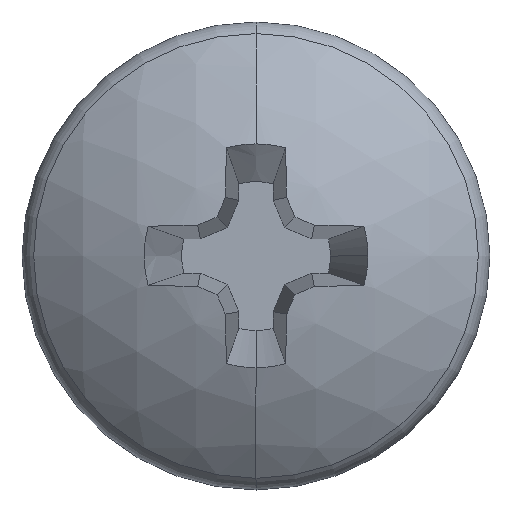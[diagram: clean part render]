
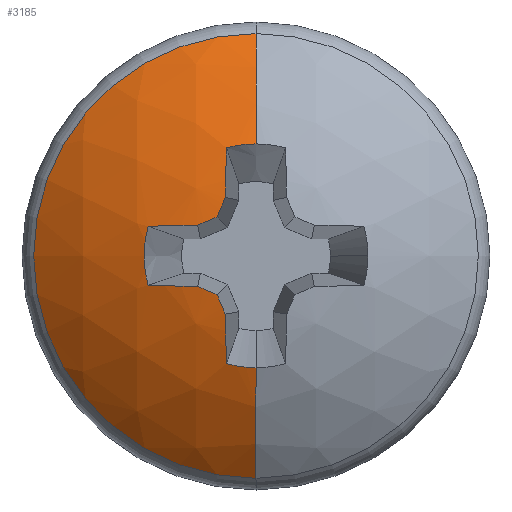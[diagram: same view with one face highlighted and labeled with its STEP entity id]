
A CAD part, top view. The second image highlights one B-rep face of the part: STEP entity #3185.
In plain terms, the highlighted spherical face has radius 4.35 mm.
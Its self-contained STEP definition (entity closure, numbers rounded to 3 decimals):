
#20 = EDGE_CURVE ( 'NONE', #3213, #2663, #1067, .T. ) ;
#50 = EDGE_CURVE ( 'NONE', #2150, #2663, #3803, .T. ) ;
#110 = EDGE_CURVE ( 'NONE', #4144, #3213, #740, .T. ) ;
#217 = VERTEX_POINT ( 'NONE', #2402 ) ;
#236 = EDGE_CURVE ( 'NONE', #2594, #4144, #4559, .T. ) ;
#281 = CARTESIAN_POINT ( 'NONE',  ( -0.019, 0., 4.048 ) ) ;
#319 = EDGE_CURVE ( 'NONE', #2894, #2594, #344, .T. ) ;
#344 = CIRCLE ( 'NONE', #1146, 4.341 ) ;
#370 = CARTESIAN_POINT ( 'NONE',  ( -0.379, -1.384, 8.157 ) ) ;
#405 = AXIS2_PLACEMENT_3D ( 'NONE', #3447, #3380, #3345 ) ;
#433 = DIRECTION ( 'NONE',  ( 0., 0., 1. ) ) ;
#442 = EDGE_CURVE ( 'NONE', #2051, #3460, #2503, .T. ) ;
#444 = AXIS2_PLACEMENT_3D ( 'NONE', #3586, #1432, #3926 ) ;
#474 = EDGE_CURVE ( 'NONE', #3460, #217, #3596, .T. ) ;
#486 = ORIENTED_EDGE ( 'NONE', *, *, #20, .F. ) ;
#498 = DIRECTION ( 'NONE',  ( 0., 0., 1. ) ) ;
#518 = ORIENTED_EDGE ( 'NONE', *, *, #319, .F. ) ;
#632 = ORIENTED_EDGE ( 'NONE', *, *, #3332, .F. ) ;
#638 = ORIENTED_EDGE ( 'NONE', *, *, #474, .F. ) ;
#651 = DIRECTION ( 'NONE',  ( 0.087, 0., -0.996 ) ) ;
#665 = DIRECTION ( 'NONE',  ( 0.381, -0.92, 0.087 ) ) ;
#691 = CARTESIAN_POINT ( 'NONE',  ( -0.393, -0.749, 8.317 ) ) ;
#698 = CARTESIAN_POINT ( 'NONE',  ( -0.105, 0.253, 4.026 ) ) ;
#713 = DIRECTION ( 'NONE',  ( 0.924, 0.383, 0. ) ) ;
#740 = CIRCLE ( 'NONE', #3112, 4.35 ) ;
#751 = CARTESIAN_POINT ( 'NONE',  ( -0.393, 0.749, 8.317 ) ) ;
#807 = CARTESIAN_POINT ( 'NONE',  ( -0.253, 0.105, 4.026 ) ) ;
#834 = CIRCLE ( 'NONE', #913, 4.35 ) ;
#835 = DIRECTION ( 'NONE',  ( 0.92, -0.381, 0.087 ) ) ;
#884 = DIRECTION ( 'NONE',  ( 0.383, 0.924, 0. ) ) ;
#894 = CIRCLE ( 'NONE', #1673, 1.435 ) ;
#899 = AXIS2_PLACEMENT_3D ( 'NONE', #3497, #3502, #4170 ) ;
#913 = AXIS2_PLACEMENT_3D ( 'NONE', #281, #2764, #651 ) ;
#943 = EDGE_LOOP ( 'NONE', ( #4157, #2339, #486, #3335, #4298, #518, #2311, #632, #3197, #638, #2090, #3017, #2176, #4536 ) ) ;
#1003 = AXIS2_PLACEMENT_3D ( 'NONE', #698, #665, #713 ) ;
#1067 = CIRCLE ( 'NONE', #899, 1.435 ) ;
#1146 = AXIS2_PLACEMENT_3D ( 'NONE', #1804, #1787, #1777 ) ;
#1223 = CARTESIAN_POINT ( 'NONE',  ( 0., 0., 4.05 ) ) ;
#1325 = CIRCLE ( 'NONE', #2346, 2.851 ) ;
#1351 = CARTESIAN_POINT ( 'NONE',  ( -0.499, 0.499, 8.342 ) ) ;
#1388 = CARTESIAN_POINT ( 'NONE',  ( 0., 1.435, 8.157 ) ) ;
#1432 = DIRECTION ( 'NONE',  ( 0., 0.996, 0.087 ) ) ;
#1446 = VERTEX_POINT ( 'NONE', #3932 ) ;
#1476 = DIRECTION ( 'NONE',  ( 0., 0., 1. ) ) ;
#1550 = SPHERICAL_SURFACE ( 'NONE', #3996, 4.35 ) ;
#1585 = DIRECTION ( 'NONE',  ( 0., 0., -1. ) ) ;
#1619 = VERTEX_POINT ( 'NONE', #1624 ) ;
#1624 = CARTESIAN_POINT ( 'NONE',  ( -1.384, 0.379, 8.157 ) ) ;
#1673 = AXIS2_PLACEMENT_3D ( 'NONE', #2623, #498, #2986 ) ;
#1749 = AXIS2_PLACEMENT_3D ( 'NONE', #4210, #2106, #4532 ) ;
#1777 = DIRECTION ( 'NONE',  ( -0.924, 0.383, 0. ) ) ;
#1787 = DIRECTION ( 'NONE',  ( 0.381, 0.92, 0.087 ) ) ;
#1804 = CARTESIAN_POINT ( 'NONE',  ( -0.105, -0.253, 4.026 ) ) ;
#1808 = VERTEX_POINT ( 'NONE', #3141 ) ;
#1936 = EDGE_CURVE ( 'NONE', #217, #1619, #4412, .T. ) ;
#1971 = VERTEX_POINT ( 'NONE', #1388 ) ;
#1994 = CIRCLE ( 'NONE', #3855, 4.35 ) ;
#2035 = CARTESIAN_POINT ( 'NONE',  ( -0.379, 1.384, 8.157 ) ) ;
#2051 = VERTEX_POINT ( 'NONE', #751 ) ;
#2090 = ORIENTED_EDGE ( 'NONE', *, *, #442, .F. ) ;
#2106 = DIRECTION ( 'NONE',  ( 0., -0.996, 0.087 ) ) ;
#2119 = DIRECTION ( 'NONE',  ( -1., 0., 0. ) ) ;
#2150 = VERTEX_POINT ( 'NONE', #3717 ) ;
#2176 = ORIENTED_EDGE ( 'NONE', *, *, #3261, .F. ) ;
#2232 = DIRECTION ( 'NONE',  ( 0.92, 0.381, 0.087 ) ) ;
#2240 = DIRECTION ( 'NONE',  ( -0.383, 0.924, 0. ) ) ;
#2272 = CARTESIAN_POINT ( 'NONE',  ( -0.253, -0.105, 4.026 ) ) ;
#2311 = ORIENTED_EDGE ( 'NONE', *, *, #2466, .F. ) ;
#2339 = ORIENTED_EDGE ( 'NONE', *, *, #50, .T. ) ;
#2346 = AXIS2_PLACEMENT_3D ( 'NONE', #3636, #1476, #3972 ) ;
#2373 = FACE_OUTER_BOUND ( 'NONE', #943, .T. ) ;
#2402 = CARTESIAN_POINT ( 'NONE',  ( -0.749, 0.393, 8.317 ) ) ;
#2421 = AXIS2_PLACEMENT_3D ( 'NONE', #807, #835, #884 ) ;
#2465 = DIRECTION ( 'NONE',  ( 0., 1., 0. ) ) ;
#2466 = EDGE_CURVE ( 'NONE', #1808, #2894, #4255, .T. ) ;
#2503 = CIRCLE ( 'NONE', #2421, 4.341 ) ;
#2505 = EDGE_CURVE ( 'NONE', #1446, #2150, #1325, .T. ) ;
#2560 = CARTESIAN_POINT ( 'NONE',  ( 0., 0., 8.157 ) ) ;
#2594 = VERTEX_POINT ( 'NONE', #3713 ) ;
#2623 = CARTESIAN_POINT ( 'NONE',  ( 0., 0., 8.157 ) ) ;
#2663 = VERTEX_POINT ( 'NONE', #4387 ) ;
#2764 = DIRECTION ( 'NONE',  ( 0.996, 0., 0.087 ) ) ;
#2828 = CARTESIAN_POINT ( 'NONE',  ( -0.019, 0., 4.048 ) ) ;
#2894 = VERTEX_POINT ( 'NONE', #3243 ) ;
#2918 = DIRECTION ( 'NONE',  ( -1., 0., 0. ) ) ;
#2919 = DIRECTION ( 'NONE',  ( 0.087, 0., -0.996 ) ) ;
#2925 = DIRECTION ( 'NONE',  ( 0.996, 0., 0.087 ) ) ;
#2953 = EDGE_CURVE ( 'NONE', #1446, #1971, #1994, .T. ) ;
#2986 = DIRECTION ( 'NONE',  ( -1., 0., 0. ) ) ;
#3017 = ORIENTED_EDGE ( 'NONE', *, *, #3091, .F. ) ;
#3091 = EDGE_CURVE ( 'NONE', #3444, #2051, #834, .T. ) ;
#3112 = AXIS2_PLACEMENT_3D ( 'NONE', #2828, #2925, #2919 ) ;
#3141 = CARTESIAN_POINT ( 'NONE',  ( -1.384, -0.379, 8.157 ) ) ;
#3185 = ADVANCED_FACE ( 'NONE', ( #2373 ), #1550, .T. ) ;
#3197 = ORIENTED_EDGE ( 'NONE', *, *, #1936, .F. ) ;
#3213 = VERTEX_POINT ( 'NONE', #370 ) ;
#3225 = CIRCLE ( 'NONE', #3698, 1.435 ) ;
#3243 = CARTESIAN_POINT ( 'NONE',  ( -0.749, -0.393, 8.317 ) ) ;
#3261 = EDGE_CURVE ( 'NONE', #1971, #3444, #3225, .T. ) ;
#3332 = EDGE_CURVE ( 'NONE', #1619, #1808, #894, .T. ) ;
#3335 = ORIENTED_EDGE ( 'NONE', *, *, #110, .F. ) ;
#3345 = DIRECTION ( 'NONE',  ( 0., -1., 0. ) ) ;
#3380 = DIRECTION ( 'NONE',  ( -1., 0., 0. ) ) ;
#3444 = VERTEX_POINT ( 'NONE', #2035 ) ;
#3447 = CARTESIAN_POINT ( 'NONE',  ( 0., 0., 4.05 ) ) ;
#3460 = VERTEX_POINT ( 'NONE', #1351 ) ;
#3497 = CARTESIAN_POINT ( 'NONE',  ( 0., 0., 8.157 ) ) ;
#3502 = DIRECTION ( 'NONE',  ( 0., 0., 1. ) ) ;
#3586 = CARTESIAN_POINT ( 'NONE',  ( 0., -0.019, 4.048 ) ) ;
#3596 = CIRCLE ( 'NONE', #1003, 4.341 ) ;
#3636 = CARTESIAN_POINT ( 'NONE',  ( 0., 0., 7.335 ) ) ;
#3698 = AXIS2_PLACEMENT_3D ( 'NONE', #2560, #433, #2918 ) ;
#3713 = CARTESIAN_POINT ( 'NONE',  ( -0.499, -0.499, 8.342 ) ) ;
#3717 = CARTESIAN_POINT ( 'NONE',  ( 0., -2.851, 7.335 ) ) ;
#3733 = DIRECTION ( 'NONE',  ( 1., 0., 0. ) ) ;
#3803 = CIRCLE ( 'NONE', #405, 4.35 ) ;
#3840 = AXIS2_PLACEMENT_3D ( 'NONE', #2272, #2232, #2240 ) ;
#3855 = AXIS2_PLACEMENT_3D ( 'NONE', #1223, #3733, #1585 ) ;
#3926 = DIRECTION ( 'NONE',  ( 0., -0.087, 0.996 ) ) ;
#3932 = CARTESIAN_POINT ( 'NONE',  ( 0., 2.851, 7.335 ) ) ;
#3972 = DIRECTION ( 'NONE',  ( 0., -1., 0. ) ) ;
#3996 = AXIS2_PLACEMENT_3D ( 'NONE', #4222, #2119, #2465 ) ;
#4144 = VERTEX_POINT ( 'NONE', #691 ) ;
#4157 = ORIENTED_EDGE ( 'NONE', *, *, #2505, .T. ) ;
#4170 = DIRECTION ( 'NONE',  ( 0., 1., 0. ) ) ;
#4210 = CARTESIAN_POINT ( 'NONE',  ( 0., 0.019, 4.048 ) ) ;
#4222 = CARTESIAN_POINT ( 'NONE',  ( 0., 0., 4.05 ) ) ;
#4255 = CIRCLE ( 'NONE', #444, 4.35 ) ;
#4298 = ORIENTED_EDGE ( 'NONE', *, *, #236, .F. ) ;
#4387 = CARTESIAN_POINT ( 'NONE',  ( 0., -1.435, 8.157 ) ) ;
#4412 = CIRCLE ( 'NONE', #1749, 4.35 ) ;
#4532 = DIRECTION ( 'NONE',  ( 0., -0.087, -0.996 ) ) ;
#4536 = ORIENTED_EDGE ( 'NONE', *, *, #2953, .F. ) ;
#4559 = CIRCLE ( 'NONE', #3840, 4.341 ) ;
